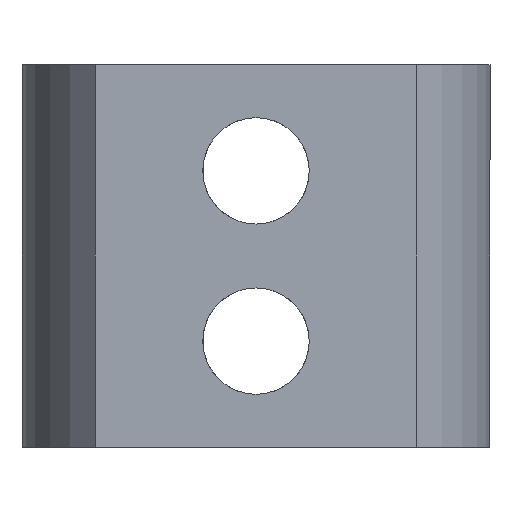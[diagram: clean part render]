
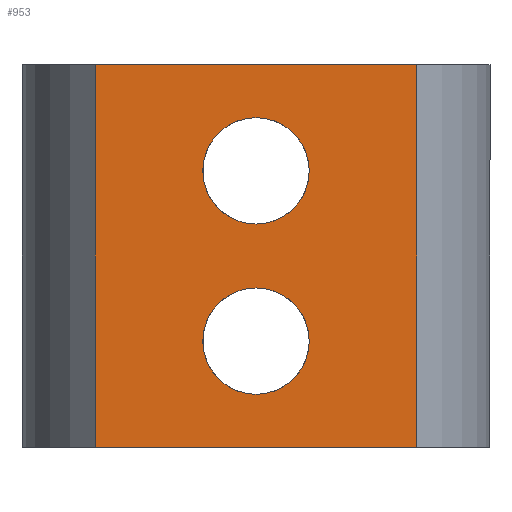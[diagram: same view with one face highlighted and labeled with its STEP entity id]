
A CAD part, left-side view. The second image highlights one B-rep face of the part: STEP entity #953.
In plain terms, the highlighted planar face has unit normal (-1, 0, 0).
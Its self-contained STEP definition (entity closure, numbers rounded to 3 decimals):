
#27=FACE_BOUND('',#204,.T.);
#28=FACE_BOUND('',#205,.T.);
#99=CIRCLE('',#1050,1.25);
#100=CIRCLE('',#1051,1.25);
#101=CIRCLE('',#1052,1.25);
#102=CIRCLE('',#1053,1.25);
#145=FACE_OUTER_BOUND('',#203,.T.);
#203=EDGE_LOOP('',(#828,#829,#830,#831));
#204=EDGE_LOOP('',(#832,#833));
#205=EDGE_LOOP('',(#834,#835));
#246=LINE('',#1427,#326);
#267=LINE('',#1491,#347);
#288=LINE('',#1677,#368);
#289=LINE('',#1679,#369);
#326=VECTOR('',#1132,1.);
#347=VECTOR('',#1181,1.);
#368=VECTOR('',#1282,1.);
#369=VECTOR('',#1285,1.);
#407=VERTEX_POINT('',#1424);
#408=VERTEX_POINT('',#1426);
#428=VERTEX_POINT('',#1488);
#429=VERTEX_POINT('',#1490);
#463=VERTEX_POINT('',#1680);
#464=VERTEX_POINT('',#1681);
#465=VERTEX_POINT('',#1684);
#466=VERTEX_POINT('',#1685);
#510=EDGE_CURVE('',#407,#408,#246,.T.);
#539=EDGE_CURVE('',#429,#428,#267,.T.);
#592=EDGE_CURVE('',#428,#408,#288,.T.);
#593=EDGE_CURVE('',#429,#407,#289,.T.);
#594=EDGE_CURVE('',#463,#464,#99,.T.);
#595=EDGE_CURVE('',#464,#463,#100,.T.);
#596=EDGE_CURVE('',#465,#466,#101,.T.);
#597=EDGE_CURVE('',#466,#465,#102,.T.);
#828=ORIENTED_EDGE('',*,*,#593,.F.);
#829=ORIENTED_EDGE('',*,*,#539,.T.);
#830=ORIENTED_EDGE('',*,*,#592,.T.);
#831=ORIENTED_EDGE('',*,*,#510,.F.);
#832=ORIENTED_EDGE('',*,*,#594,.F.);
#833=ORIENTED_EDGE('',*,*,#595,.F.);
#834=ORIENTED_EDGE('',*,*,#596,.F.);
#835=ORIENTED_EDGE('',*,*,#597,.F.);
#915=PLANE('',#1049);
#953=ADVANCED_FACE('',(#145,#27,#28),#915,.F.);
#1049=AXIS2_PLACEMENT_3D('',#1678,#1283,#1284);
#1050=AXIS2_PLACEMENT_3D('',#1682,#1286,#1287);
#1051=AXIS2_PLACEMENT_3D('',#1683,#1288,#1289);
#1052=AXIS2_PLACEMENT_3D('',#1686,#1290,#1291);
#1053=AXIS2_PLACEMENT_3D('',#1687,#1292,#1293);
#1132=DIRECTION('',(0.,1.,0.));
#1181=DIRECTION('',(0.,1.,0.));
#1282=DIRECTION('',(0.,0.,-1.));
#1283=DIRECTION('center_axis',(1.,0.,0.));
#1284=DIRECTION('ref_axis',(0.,1.,0.));
#1285=DIRECTION('',(0.,0.,-1.));
#1286=DIRECTION('center_axis',(-1.,0.,0.));
#1287=DIRECTION('ref_axis',(0.,1.,0.));
#1288=DIRECTION('center_axis',(-1.,0.,0.));
#1289=DIRECTION('ref_axis',(0.,1.,0.));
#1290=DIRECTION('center_axis',(-1.,0.,0.));
#1291=DIRECTION('ref_axis',(0.,1.,0.));
#1292=DIRECTION('center_axis',(-1.,0.,0.));
#1293=DIRECTION('ref_axis',(0.,1.,0.));
#1424=CARTESIAN_POINT('',(-7.5,-3.775,-9.));
#1426=CARTESIAN_POINT('',(-7.5,3.775,-9.));
#1427=CARTESIAN_POINT('',(-7.5,-3.775,-9.));
#1488=CARTESIAN_POINT('',(-7.5,3.775,0.));
#1490=CARTESIAN_POINT('',(-7.5,-3.775,0.));
#1491=CARTESIAN_POINT('',(-7.5,-3.775,0.));
#1677=CARTESIAN_POINT('',(-7.5,3.775,0.));
#1678=CARTESIAN_POINT('Origin',(-7.5,-3.775,0.));
#1679=CARTESIAN_POINT('',(-7.5,-3.775,0.));
#1680=CARTESIAN_POINT('',(-7.5,1.25,-6.5));
#1681=CARTESIAN_POINT('',(-7.5,-1.25,-6.5));
#1682=CARTESIAN_POINT('Origin',(-7.5,0.,-6.5));
#1683=CARTESIAN_POINT('Origin',(-7.5,0.,-6.5));
#1684=CARTESIAN_POINT('',(-7.5,1.25,-2.5));
#1685=CARTESIAN_POINT('',(-7.5,-1.25,-2.5));
#1686=CARTESIAN_POINT('Origin',(-7.5,0.,-2.5));
#1687=CARTESIAN_POINT('Origin',(-7.5,0.,-2.5));
